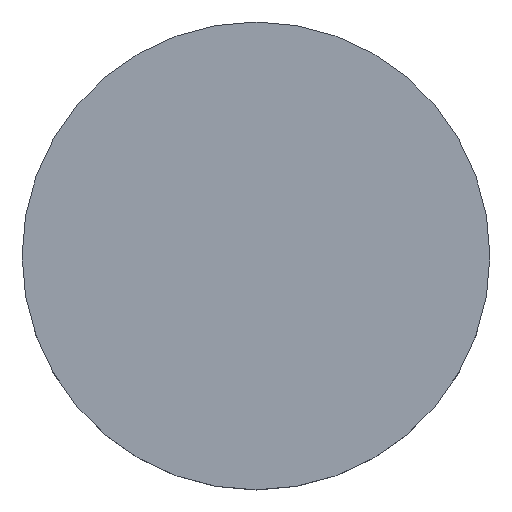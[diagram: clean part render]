
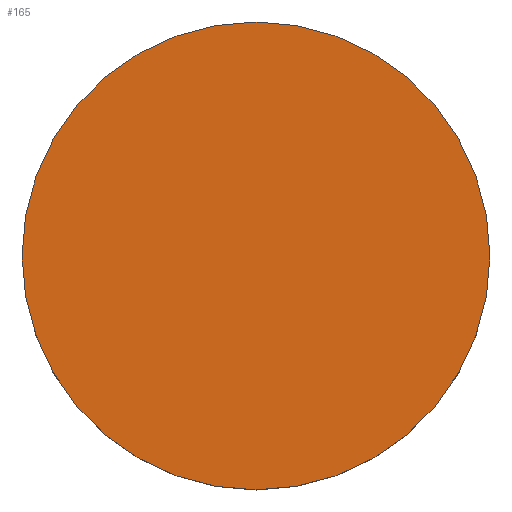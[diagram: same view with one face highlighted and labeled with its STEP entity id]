
A CAD part, top view. The second image highlights one B-rep face of the part: STEP entity #165.
In plain terms, the highlighted planar face has unit normal (0, 0, 1).
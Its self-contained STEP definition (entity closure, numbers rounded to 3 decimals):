
#3 = CARTESIAN_POINT ( 'NONE',  ( 0., 0., 2.4 ) ) ;
#8 = AXIS2_PLACEMENT_3D ( 'NONE', #195, #93, #60 ) ;
#21 = PLANE ( 'NONE',  #232 ) ;
#28 = VERTEX_POINT ( 'NONE', #224 ) ;
#33 = AXIS2_PLACEMENT_3D ( 'NONE', #3, #222, #122 ) ;
#60 = DIRECTION ( 'NONE',  ( 1., 0., 0. ) ) ;
#66 = EDGE_CURVE ( 'NONE', #28, #127, #230, .T. ) ;
#93 = DIRECTION ( 'NONE',  ( 0., 0., -1. ) ) ;
#94 = DIRECTION ( 'NONE',  ( 0., 0., 1. ) ) ;
#100 = ORIENTED_EDGE ( 'NONE', *, *, #66, .F. ) ;
#103 = EDGE_CURVE ( 'NONE', #127, #28, #215, .T. ) ;
#122 = DIRECTION ( 'NONE',  ( 1., 0., 0. ) ) ;
#127 = VERTEX_POINT ( 'NONE', #130 ) ;
#130 = CARTESIAN_POINT ( 'NONE',  ( -19.05, 0., 2.4 ) ) ;
#152 = CARTESIAN_POINT ( 'NONE',  ( 0., 39.066, 2.4 ) ) ;
#163 = EDGE_LOOP ( 'NONE', ( #100, #220 ) ) ;
#165 = ADVANCED_FACE ( 'NONE', ( #174 ), #21, .T. ) ;
#174 = FACE_OUTER_BOUND ( 'NONE', #163, .T. ) ;
#195 = CARTESIAN_POINT ( 'NONE',  ( 0., 0., 2.4 ) ) ;
#215 = CIRCLE ( 'NONE', #8, 19.05 ) ;
#220 = ORIENTED_EDGE ( 'NONE', *, *, #103, .F. ) ;
#222 = DIRECTION ( 'NONE',  ( 0., 0., -1. ) ) ;
#224 = CARTESIAN_POINT ( 'NONE',  ( 19.05, 0., 2.4 ) ) ;
#229 = DIRECTION ( 'NONE',  ( 1., 0., 0. ) ) ;
#230 = CIRCLE ( 'NONE', #33, 19.05 ) ;
#232 = AXIS2_PLACEMENT_3D ( 'NONE', #152, #94, #229 ) ;
